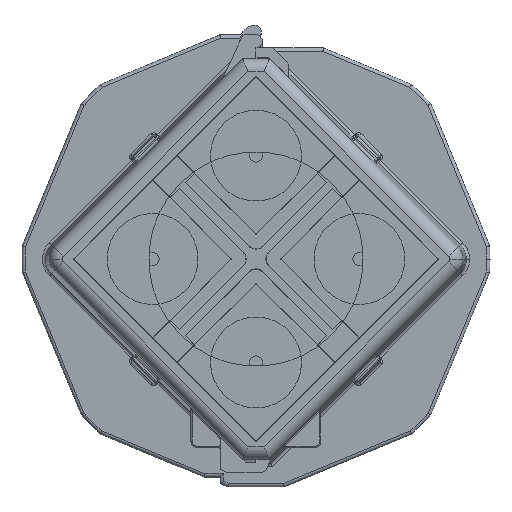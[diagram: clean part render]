
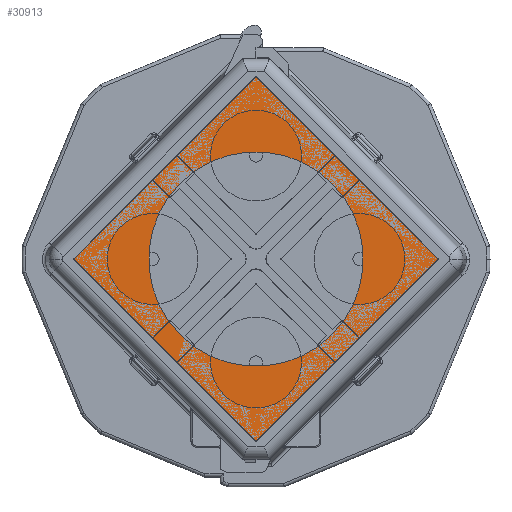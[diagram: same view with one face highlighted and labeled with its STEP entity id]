
A CAD part, top view. The second image highlights one B-rep face of the part: STEP entity #30913.
In plain terms, the highlighted planar face has unit normal (0, 0, 1).
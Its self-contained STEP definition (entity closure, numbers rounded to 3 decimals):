
#314 = VERTEX_POINT ( 'NONE', #39359 ) ;
#372 = EDGE_CURVE ( 'NONE', #11845, #314, #25320, .T. ) ;
#420 = EDGE_CURVE ( 'NONE', #15746, #34231, #12956, .T. ) ;
#530 = CARTESIAN_POINT ( 'NONE',  ( 19.701, -19.701, 17.5 ) ) ;
#534 = EDGE_LOOP ( 'NONE', ( #30836, #34411 ) ) ;
#1356 = ORIENTED_EDGE ( 'NONE', *, *, #8243, .F. ) ;
#1377 = DIRECTION ( 'NONE',  ( 1., 0., 0. ) ) ;
#1572 = VERTEX_POINT ( 'NONE', #32220 ) ;
#1733 = ORIENTED_EDGE ( 'NONE', *, *, #420, .F. ) ;
#2408 = DIRECTION ( 'NONE',  ( 0., 0., -1. ) ) ;
#2506 = VERTEX_POINT ( 'NONE', #14360 ) ;
#2667 = DIRECTION ( 'NONE',  ( 1., 0., 0. ) ) ;
#3509 = CIRCLE ( 'NONE', #27840, 0.15 ) ;
#3602 = DIRECTION ( 'NONE',  ( -1., 0., 0. ) ) ;
#3937 = EDGE_LOOP ( 'NONE', ( #7034, #13873, #31711, #29509, #18118, #5586, #1356, #1733 ) ) ;
#4244 = DIRECTION ( 'NONE',  ( 0., 0., 1. ) ) ;
#5165 = VECTOR ( 'NONE', #16961, 1000. ) ;
#5381 = CARTESIAN_POINT ( 'NONE',  ( 19.701, -19.851, 17.5 ) ) ;
#5428 = VERTEX_POINT ( 'NONE', #12629 ) ;
#5586 = ORIENTED_EDGE ( 'NONE', *, *, #372, .F. ) ;
#5680 = AXIS2_PLACEMENT_3D ( 'NONE', #6104, #27313, #9154 ) ;
#6104 = CARTESIAN_POINT ( 'NONE',  ( 0., 0., 17.5 ) ) ;
#6144 = EDGE_CURVE ( 'NONE', #2506, #15746, #37673, .T. ) ;
#6183 = DIRECTION ( 'NONE',  ( -1., 0., 0. ) ) ;
#6378 = AXIS2_PLACEMENT_3D ( 'NONE', #12121, #11993, #11847 ) ;
#6442 = DIRECTION ( 'NONE',  ( 0., 0., -1. ) ) ;
#6571 = CARTESIAN_POINT ( 'NONE',  ( -19.701, 19.701, 17.5 ) ) ;
#7034 = ORIENTED_EDGE ( 'NONE', *, *, #6144, .F. ) ;
#7163 = AXIS2_PLACEMENT_3D ( 'NONE', #10419, #4244, #34741 ) ;
#7405 = PLANE ( 'NONE',  #7163 ) ;
#8243 = EDGE_CURVE ( 'NONE', #34231, #11845, #25648, .T. ) ;
#9154 = DIRECTION ( 'NONE',  ( 1., 0., 0. ) ) ;
#9180 = CARTESIAN_POINT ( 'NONE',  ( -19.851, 19.851, 17.5 ) ) ;
#9710 = AXIS2_PLACEMENT_3D ( 'NONE', #37724, #19513, #1377 ) ;
#10419 = CARTESIAN_POINT ( 'NONE',  ( 0., 0., 17.5 ) ) ;
#10999 = DIRECTION ( 'NONE',  ( -1., 0., 0. ) ) ;
#11543 = CARTESIAN_POINT ( 'NONE',  ( -19.701, 19.851, 17.5 ) ) ;
#11631 = CARTESIAN_POINT ( 'NONE',  ( -16.5, 0., 17.5 ) ) ;
#11845 = VERTEX_POINT ( 'NONE', #39246 ) ;
#11847 = DIRECTION ( 'NONE',  ( -1., 0., 0. ) ) ;
#11993 = DIRECTION ( 'NONE',  ( 0., 0., -1. ) ) ;
#12121 = CARTESIAN_POINT ( 'NONE',  ( 19.701, 19.701, 17.5 ) ) ;
#12201 = DIRECTION ( 'NONE',  ( 0., 1., 0. ) ) ;
#12629 = CARTESIAN_POINT ( 'NONE',  ( 16.5, 0., 17.5 ) ) ;
#12904 = CIRCLE ( 'NONE', #9710, 16.5 ) ;
#12956 = CIRCLE ( 'NONE', #14485, 0.15 ) ;
#13048 = CARTESIAN_POINT ( 'NONE',  ( 19.851, -19.701, 17.5 ) ) ;
#13873 = ORIENTED_EDGE ( 'NONE', *, *, #35695, .F. ) ;
#14260 = EDGE_CURVE ( 'NONE', #314, #18153, #37459, .T. ) ;
#14360 = CARTESIAN_POINT ( 'NONE',  ( -19.851, -19.701, 17.5 ) ) ;
#14485 = AXIS2_PLACEMENT_3D ( 'NONE', #6571, #6442, #6183 ) ;
#15479 = VERTEX_POINT ( 'NONE', #11631 ) ;
#15489 = CARTESIAN_POINT ( 'NONE',  ( -19.851, 19.701, 17.5 ) ) ;
#15746 = VERTEX_POINT ( 'NONE', #15489 ) ;
#16961 = DIRECTION ( 'NONE',  ( 0., -1., 0. ) ) ;
#17107 = CARTESIAN_POINT ( 'NONE',  ( -19.851, -19.851, 17.5 ) ) ;
#18118 = ORIENTED_EDGE ( 'NONE', *, *, #14260, .F. ) ;
#18153 = VERTEX_POINT ( 'NONE', #13048 ) ;
#18276 = FACE_BOUND ( 'NONE', #534, .T. ) ;
#19458 = EDGE_CURVE ( 'NONE', #15479, #5428, #38301, .T. ) ;
#19513 = DIRECTION ( 'NONE',  ( 0., 0., -1. ) ) ;
#20536 = CARTESIAN_POINT ( 'NONE',  ( -19.701, -19.701, 17.5 ) ) ;
#20920 = CARTESIAN_POINT ( 'NONE',  ( 19.851, 19.851, 17.5 ) ) ;
#21743 = DIRECTION ( 'NONE',  ( 0., 0., -1. ) ) ;
#22588 = AXIS2_PLACEMENT_3D ( 'NONE', #530, #21743, #3602 ) ;
#23588 = DIRECTION ( 'NONE',  ( -1., 0., 0. ) ) ;
#23755 = VECTOR ( 'NONE', #2667, 1000. ) ;
#25320 = CIRCLE ( 'NONE', #6378, 0.15 ) ;
#25390 = FACE_OUTER_BOUND ( 'NONE', #3937, .T. ) ;
#25511 = EDGE_CURVE ( 'NONE', #5428, #15479, #12904, .T. ) ;
#25648 = LINE ( 'NONE', #20920, #23755 ) ;
#25785 = EDGE_CURVE ( 'NONE', #38546, #1572, #31452, .T. ) ;
#26214 = EDGE_CURVE ( 'NONE', #18153, #38546, #38535, .T. ) ;
#27313 = DIRECTION ( 'NONE',  ( 0., 0., -1. ) ) ;
#27840 = AXIS2_PLACEMENT_3D ( 'NONE', #20536, #2408, #23588 ) ;
#29509 = ORIENTED_EDGE ( 'NONE', *, *, #26214, .F. ) ;
#30508 = VECTOR ( 'NONE', #10999, 1000. ) ;
#30836 = ORIENTED_EDGE ( 'NONE', *, *, #25511, .T. ) ;
#30913 = ADVANCED_FACE ( 'NONE', ( #18276, #25390 ), #7405, .T. ) ;
#31452 = LINE ( 'NONE', #17107, #30508 ) ;
#31711 = ORIENTED_EDGE ( 'NONE', *, *, #25785, .F. ) ;
#32220 = CARTESIAN_POINT ( 'NONE',  ( -19.701, -19.851, 17.5 ) ) ;
#34231 = VERTEX_POINT ( 'NONE', #11543 ) ;
#34411 = ORIENTED_EDGE ( 'NONE', *, *, #19458, .T. ) ;
#34741 = DIRECTION ( 'NONE',  ( 1., 0., 0. ) ) ;
#35695 = EDGE_CURVE ( 'NONE', #1572, #2506, #3509, .T. ) ;
#37459 = LINE ( 'NONE', #38225, #5165 ) ;
#37673 = LINE ( 'NONE', #9180, #38615 ) ;
#37724 = CARTESIAN_POINT ( 'NONE',  ( 0., 0., 17.5 ) ) ;
#38225 = CARTESIAN_POINT ( 'NONE',  ( 19.851, -19.851, 17.5 ) ) ;
#38301 = CIRCLE ( 'NONE', #5680, 16.5 ) ;
#38535 = CIRCLE ( 'NONE', #22588, 0.15 ) ;
#38546 = VERTEX_POINT ( 'NONE', #5381 ) ;
#38615 = VECTOR ( 'NONE', #12201, 1000. ) ;
#39246 = CARTESIAN_POINT ( 'NONE',  ( 19.701, 19.851, 17.5 ) ) ;
#39359 = CARTESIAN_POINT ( 'NONE',  ( 19.851, 19.701, 17.5 ) ) ;
